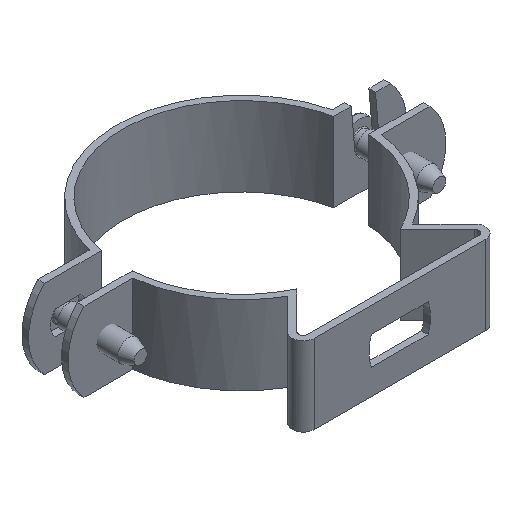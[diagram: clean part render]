
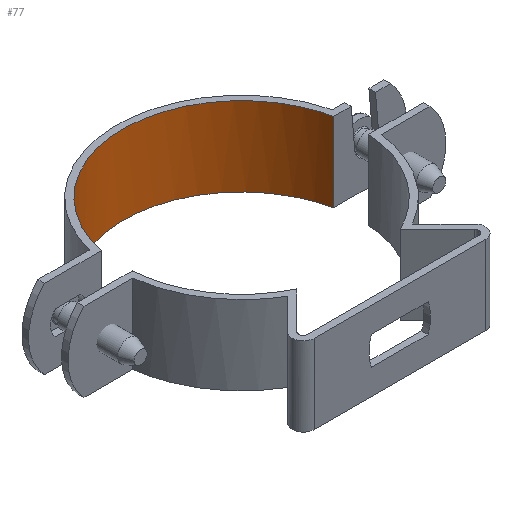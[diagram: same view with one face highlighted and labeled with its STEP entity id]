
A CAD part, isometric view. The second image highlights one B-rep face of the part: STEP entity #77.
In plain terms, the highlighted free-form (B-spline) face has degree [1, 2] with [2, 9] control points.
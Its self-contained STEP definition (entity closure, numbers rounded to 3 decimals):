
#77=ADVANCED_FACE('',(#239),#2446,.T.);
#239=FACE_OUTER_BOUND('',#408,.T.);
#408=EDGE_LOOP('',(#757,#758,#759,#760));
#757=ORIENTED_EDGE('',*,*,#1457,.F.);
#758=ORIENTED_EDGE('',*,*,#1455,.T.);
#759=ORIENTED_EDGE('',*,*,#1458,.F.);
#760=ORIENTED_EDGE('',*,*,#1451,.T.);
#1451=EDGE_CURVE('',#2247,#2239,#1799,.T.);
#1455=EDGE_CURVE('',#2232,#2246,#2015,.T.);
#1457=EDGE_CURVE('',#2232,#2239,#1800,.T.);
#1458=EDGE_CURVE('',#2247,#2246,#1801,.T.);
#1799=(
BOUNDED_CURVE()
B_SPLINE_CURVE(1,(#3640,#3641),.UNSPECIFIED.,.F.,.F.)
B_SPLINE_CURVE_WITH_KNOTS((2,2),(1.801,19.801),.UNSPECIFIED.)
CURVE()
GEOMETRIC_REPRESENTATION_ITEM()
RATIONAL_B_SPLINE_CURVE((1.,1.))
REPRESENTATION_ITEM('')
);
#1800=(
BOUNDED_CURVE()
B_SPLINE_CURVE(2,(#3652,#3653,#3654,#3655,#3656),.UNSPECIFIED.,.F.,.F.)
B_SPLINE_CURVE_WITH_KNOTS((3,2,3),(2.158,34.521,66.883),
 .UNSPECIFIED.)
CURVE()
GEOMETRIC_REPRESENTATION_ITEM()
RATIONAL_B_SPLINE_CURVE((1.,0.776,1.,0.776,1.))
REPRESENTATION_ITEM('')
);
#1801=(
BOUNDED_CURVE()
B_SPLINE_CURVE(2,(#3657,#3658,#3659,#3660,#3661),.UNSPECIFIED.,.F.,.F.)
B_SPLINE_CURVE_WITH_KNOTS((3,2,3),(-66.883,-34.521,-2.158),
 .UNSPECIFIED.)
CURVE()
GEOMETRIC_REPRESENTATION_ITEM()
RATIONAL_B_SPLINE_CURVE((1.,0.776,1.,0.776,1.))
REPRESENTATION_ITEM('')
);
#2015=B_SPLINE_CURVE_WITH_KNOTS('',1,(#3648,#3649),.UNSPECIFIED.,.F.,.F.,
(2,2),(1.801,19.801),.UNSPECIFIED.);
#2232=VERTEX_POINT('',#3597);
#2239=VERTEX_POINT('',#3604);
#2246=VERTEX_POINT('',#3611);
#2247=VERTEX_POINT('',#3612);
#2446=(
BOUNDED_SURFACE()
B_SPLINE_SURFACE(1,2,((#3446,#3447,#3448,#3449,#3450,#3451,#3452,#3453,
#3454),(#3455,#3456,#3457,#3458,#3459,#3460,#3461,#3462,#3463)),
 .UNSPECIFIED.,.F.,.F.,.F.)
B_SPLINE_SURFACE_WITH_KNOTS((2,2),(3,2,2,2,3),(0.,21.602),(0.,54.,108.,
162.,169.646),.UNSPECIFIED.)
GEOMETRIC_REPRESENTATION_ITEM()
RATIONAL_B_SPLINE_SURFACE(((1.,0.707,1.,0.707,1.,
0.707,1.,0.959,0.929),(1.,0.707,
1.,0.707,1.,0.707,1.,0.959,0.929)))
REPRESENTATION_ITEM('')
SURFACE()
);
#3446=CARTESIAN_POINT('',(-27.,0.,1.801));
#3447=CARTESIAN_POINT('',(-27.,27.,1.801));
#3448=CARTESIAN_POINT('',(0.,27.,1.801));
#3449=CARTESIAN_POINT('',(27.,27.,1.801));
#3450=CARTESIAN_POINT('',(27.,0.,1.801));
#3451=CARTESIAN_POINT('',(27.,-27.,1.801));
#3452=CARTESIAN_POINT('',(0.,-27.,1.801));
#3453=CARTESIAN_POINT('',(-2.82,-27.,1.801));
#3454=CARTESIAN_POINT('',(-5.58,-26.417,1.801));
#3455=CARTESIAN_POINT('',(-27.,0.,-19.801));
#3456=CARTESIAN_POINT('',(-27.,27.,-19.801));
#3457=CARTESIAN_POINT('',(0.,27.,-19.801));
#3458=CARTESIAN_POINT('',(27.,27.,-19.801));
#3459=CARTESIAN_POINT('',(27.,0.,-19.801));
#3460=CARTESIAN_POINT('',(27.,-27.,-19.801));
#3461=CARTESIAN_POINT('',(0.,-27.,-19.801));
#3462=CARTESIAN_POINT('',(-2.82,-27.,-19.801));
#3463=CARTESIAN_POINT('',(-5.58,-26.417,-19.801));
#3597=CARTESIAN_POINT('',(26.434,5.5,-18.));
#3604=CARTESIAN_POINT('',(-26.434,5.5,-18.));
#3611=CARTESIAN_POINT('',(26.434,5.5,0.));
#3612=CARTESIAN_POINT('',(-26.434,5.5,0.));
#3640=CARTESIAN_POINT('',(-26.434,5.5,0.));
#3641=CARTESIAN_POINT('',(-26.434,5.5,-18.));
#3648=CARTESIAN_POINT('',(26.434,5.5,-18.));
#3649=CARTESIAN_POINT('',(26.434,5.5,0.));
#3652=CARTESIAN_POINT('',(26.434,5.5,-18.));
#3653=CARTESIAN_POINT('',(21.96,27.,-18.));
#3654=CARTESIAN_POINT('',(0.,27.,-18.));
#3655=CARTESIAN_POINT('',(-21.96,27.,-18.));
#3656=CARTESIAN_POINT('',(-26.434,5.5,-18.));
#3657=CARTESIAN_POINT('',(-26.434,5.5,0.));
#3658=CARTESIAN_POINT('',(-21.96,27.,0.));
#3659=CARTESIAN_POINT('',(0.,27.,0.));
#3660=CARTESIAN_POINT('',(21.96,27.,0.));
#3661=CARTESIAN_POINT('',(26.434,5.5,0.));
